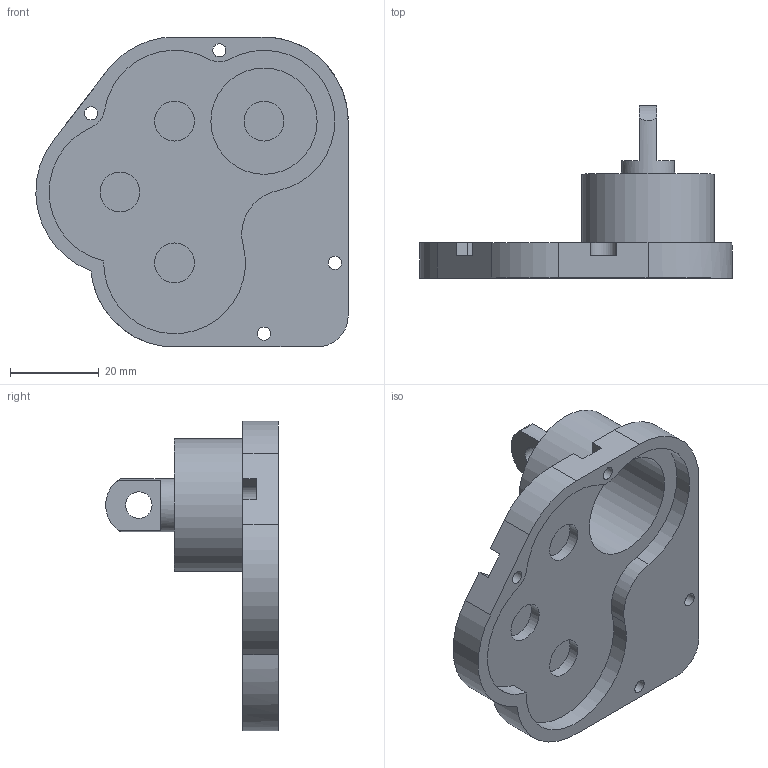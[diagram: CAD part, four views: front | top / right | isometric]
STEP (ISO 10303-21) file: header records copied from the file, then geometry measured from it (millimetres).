
FILE_DESCRIPTION(('STEP AP242'), '1');
FILE_NAME('扻豵鵨 2', '', ('UNSPECIFIED'), ('UNSPECIFIED'), 'C3D Converter', 'C3D Toolkit', '');
FILE_SCHEMA(('AP242_MANAGED_MODEL_BASED_3D_ENGINEERING_MIM_LF { 1 0 10303 442 1 1 4 }'));
Length unit declared in the file: millimetre
Bounding box: 70.52 x 38.97 x 70 mm (x, y, z)
Volume: 22436.5 mm3; surface area: 14683.7 mm2
Topology: 1 solids, 1 shells, 61 faces, 153 edges, 102 vertices
Faces by surface type: plane 31, cylinder 30
Full cylindrical faces by diameter (mm): 3 x4, 6 x1, 9 x4, 12 x1, 24 x1, 30 x1
Entity records: 1947 total; most frequent: CARTESIAN_POINT 405, DIRECTION 327, ORIENTED_EDGE 282, EDGE_CURVE 141, AXIS2_PLACEMENT_3D 126, VERTEX_POINT 102, EDGE_LOOP 91, LINE 75
